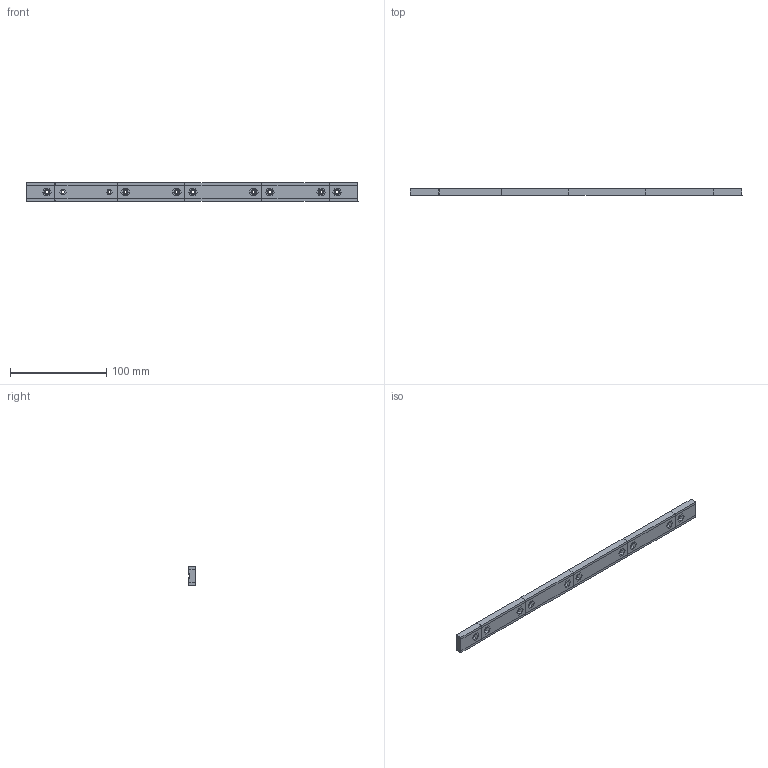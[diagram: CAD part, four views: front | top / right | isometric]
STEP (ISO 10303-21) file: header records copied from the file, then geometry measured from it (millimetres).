
FILE_DESCRIPTION(/* description */ (''),/* implementation_level */ '2;1');
FILE_NAME(/* name */ 'Links.step',/* time_stamp */ '2024-03-22T16:24:09-06:00',/* author */ (''),/* organization */ (''),/* preprocessor_version */ 'ST-DEVELOPER v20',/* originating_system */ 'Autodesk Translation Framework v12.20.1.177',/* authorisation */ '');
FILE_SCHEMA (('AUTOMOTIVE_DESIGN { 1 0 10303 214 3 1 1 }'));
Length unit declared in the file: millimetre
Products named in the file (15): Bottom Link; 2020 (2); End Left; DB to DB; SB to SB; DB to SB; SB to DB; End Right; 1515 (2); End Left (1); DB to DB (1); SB to SB (1); DB to SB (1); SB to DB (1); End Right (1)
Assembly tree (14 placements, depth 3):
  Bottom Link
    2020 (2)
      End Left
      DB to DB
      SB to SB
      DB to SB
      SB to DB
      End Right
    1515 (2)
      End Left (1)
      DB to DB (1)
      SB to SB (1)
      DB to SB (1)
      SB to DB (1)
      End Right (1)
Bounding box: 345 x 6.88 x 19.4 mm (x, y, z)
Surface area: 38039.6 mm2
Topology: 12 solids, 12 shells, 389 faces, 1058 edges, 693 vertices
Faces by surface type: plane 351, cylinder 38
Full cylindrical faces by diameter (mm): 3.2 x10, 5.3 x10
Entity records: 12666 total; most frequent: CARTESIAN_POINT 2169, ORIENTED_EDGE 2116, DIRECTION 2072, EDGE_CURVE 1058, LINE 880, VECTOR 880, VERTEX_POINT 693, AXIS2_PLACEMENT_3D 596
